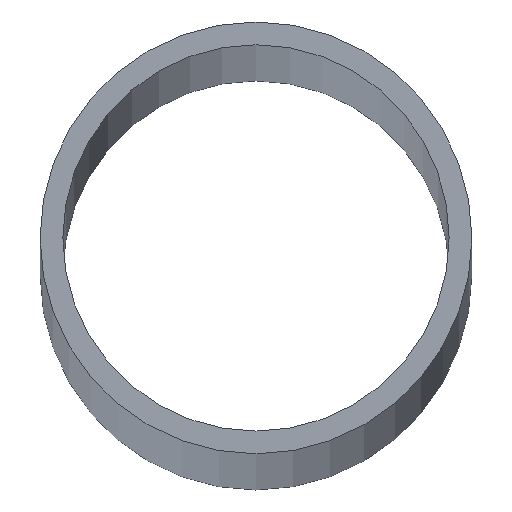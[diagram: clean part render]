
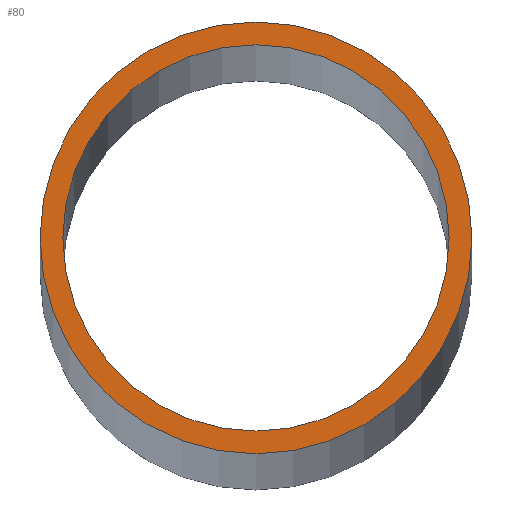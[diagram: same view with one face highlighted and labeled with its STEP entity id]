
A CAD part, top view. The second image highlights one B-rep face of the part: STEP entity #80.
In plain terms, the highlighted planar face has unit normal (0, 0, 1).
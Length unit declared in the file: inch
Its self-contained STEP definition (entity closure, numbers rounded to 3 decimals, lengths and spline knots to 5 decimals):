
#9 = ORIENTED_EDGE ( 'NONE', *, *, #98, .T. ) ;
#10 = CARTESIAN_POINT ( 'NONE',  ( 2.013, 0., 216. ) ) ;
#11 = DIRECTION ( 'NONE',  ( 1., 0., 0. ) ) ;
#12 = DIRECTION ( 'NONE',  ( 0., 0., 1. ) ) ;
#15 = DIRECTION ( 'NONE',  ( 0., 0., 1. ) ) ;
#19 = CIRCLE ( 'NONE', #202, 2.25 ) ;
#27 = CIRCLE ( 'NONE', #141, 2.25 ) ;
#45 = CARTESIAN_POINT ( 'NONE',  ( 2.25, 0., 216. ) ) ;
#47 = CARTESIAN_POINT ( 'NONE',  ( 0., 0., 216. ) ) ;
#49 = DIRECTION ( 'NONE',  ( 0., 0., 1. ) ) ;
#62 = ORIENTED_EDGE ( 'NONE', *, *, #119, .F. ) ;
#65 = CARTESIAN_POINT ( 'NONE',  ( 0., 0., 216. ) ) ;
#66 = CARTESIAN_POINT ( 'NONE',  ( 0., 0., 216. ) ) ;
#77 = VERTEX_POINT ( 'NONE', #241 ) ;
#80 = ADVANCED_FACE ( 'NONE', ( #147, #83 ), #82, .T. ) ;
#82 = PLANE ( 'NONE',  #177 ) ;
#83 = FACE_BOUND ( 'NONE', #99, .T. ) ;
#95 = AXIS2_PLACEMENT_3D ( 'NONE', #165, #49, #225 ) ;
#98 = EDGE_CURVE ( 'NONE', #198, #155, #19, .T. ) ;
#99 = EDGE_LOOP ( 'NONE', ( #62, #173 ) ) ;
#104 = DIRECTION ( 'NONE',  ( 1., 0., 0. ) ) ;
#119 = EDGE_CURVE ( 'NONE', #77, #194, #213, .T. ) ;
#141 = AXIS2_PLACEMENT_3D ( 'NONE', #166, #12, #246 ) ;
#147 = FACE_OUTER_BOUND ( 'NONE', #234, .T. ) ;
#155 = VERTEX_POINT ( 'NONE', #45 ) ;
#165 = CARTESIAN_POINT ( 'NONE',  ( 0., 0., 216. ) ) ;
#166 = CARTESIAN_POINT ( 'NONE',  ( 0., 0., 216. ) ) ;
#168 = DIRECTION ( 'NONE',  ( 0., 0., 1. ) ) ;
#170 = EDGE_CURVE ( 'NONE', #155, #198, #27, .T. ) ;
#173 = ORIENTED_EDGE ( 'NONE', *, *, #228, .F. ) ;
#177 = AXIS2_PLACEMENT_3D ( 'NONE', #47, #223, #104 ) ;
#192 = ORIENTED_EDGE ( 'NONE', *, *, #170, .T. ) ;
#194 = VERTEX_POINT ( 'NONE', #10 ) ;
#198 = VERTEX_POINT ( 'NONE', #199 ) ;
#199 = CARTESIAN_POINT ( 'NONE',  ( -2.25, 0., 216. ) ) ;
#202 = AXIS2_PLACEMENT_3D ( 'NONE', #65, #168, #11 ) ;
#203 = DIRECTION ( 'NONE',  ( 1., 0., 0. ) ) ;
#213 = CIRCLE ( 'NONE', #247, 2.013 ) ;
#214 = CIRCLE ( 'NONE', #95, 2.013 ) ;
#223 = DIRECTION ( 'NONE',  ( 0., 0., 1. ) ) ;
#225 = DIRECTION ( 'NONE',  ( 1., 0., 0. ) ) ;
#228 = EDGE_CURVE ( 'NONE', #194, #77, #214, .T. ) ;
#234 = EDGE_LOOP ( 'NONE', ( #9, #192 ) ) ;
#241 = CARTESIAN_POINT ( 'NONE',  ( -2.013, 0., 216. ) ) ;
#246 = DIRECTION ( 'NONE',  ( 1., 0., 0. ) ) ;
#247 = AXIS2_PLACEMENT_3D ( 'NONE', #66, #15, #203 ) ;
